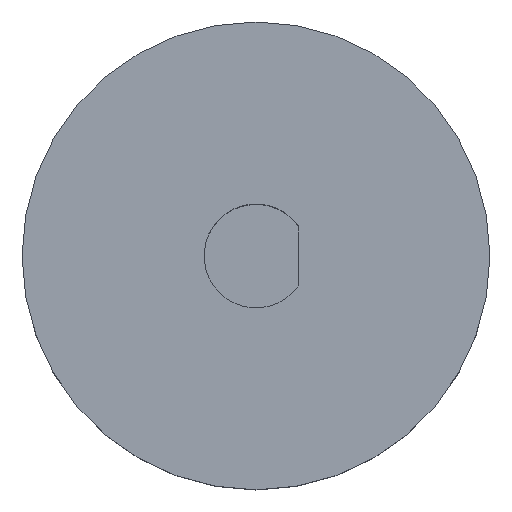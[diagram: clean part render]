
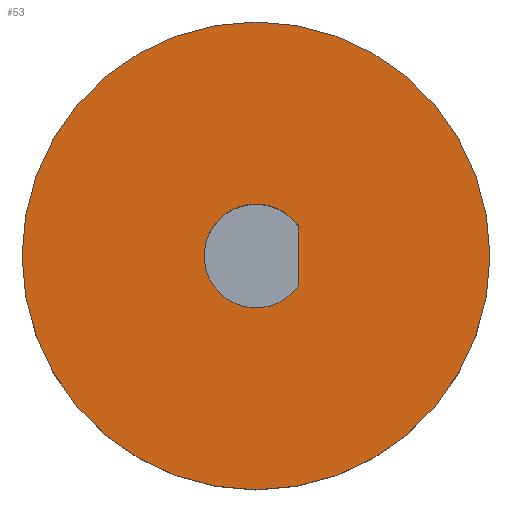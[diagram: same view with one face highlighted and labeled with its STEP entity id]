
A CAD part, top view. The second image highlights one B-rep face of the part: STEP entity #53.
In plain terms, the highlighted planar face has unit normal (0, 0, 1).
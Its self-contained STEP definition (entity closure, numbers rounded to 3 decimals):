
#53=ADVANCED_FACE('',(#69,#71),#73,.F.);
#69=FACE_BOUND('',#70,.T.);
#70=EDGE_LOOP('',(#445));
#71=FACE_BOUND('',#72,.T.);
#72=EDGE_LOOP('',(#446,#447));
#73=PLANE('',#74);
#74=AXIS2_PLACEMENT_3D('',#75,#76,#77);
#75=CARTESIAN_POINT('',(-4.,-4.,33.5));
#76=DIRECTION('',(0.,0.,-1.));
#77=DIRECTION('',(0.,1.,0.));
#445=ORIENTED_EDGE('',*,*,#505,.T.);
#446=ORIENTED_EDGE('',*,*,#506,.T.);
#447=ORIENTED_EDGE('',*,*,#507,.T.);
#505=EDGE_CURVE('',#535,#535,#536,.T.);
#506=EDGE_CURVE('',#537,#538,#539,.T.);
#507=EDGE_CURVE('',#538,#537,#540,.F.);
#535=VERTEX_POINT('',#585);
#536=CIRCLE('',#586,13.5);
#537=VERTEX_POINT('',#590);
#538=VERTEX_POINT('',#591);
#539=LINE('',#592,#593);
#540=CIRCLE('',#595,3.);
#585=CARTESIAN_POINT('',(-13.5,0.,33.5));
#586=AXIS2_PLACEMENT_3D('',#587,#588,#589);
#587=CARTESIAN_POINT('',(0.,0.,33.5));
#588=DIRECTION('',(0.,0.,1.));
#589=DIRECTION('',(-1.,0.,0.));
#590=CARTESIAN_POINT('',(2.45,1.731,33.5));
#591=CARTESIAN_POINT('',(2.45,-1.731,33.5));
#592=CARTESIAN_POINT('',(2.45,1.731,33.5));
#593=VECTOR('',#594,1.);
#594=DIRECTION('',(0.,-1.,0.));
#595=AXIS2_PLACEMENT_3D('',#596,#597,#598);
#596=CARTESIAN_POINT('',(0.,0.,33.5));
#597=DIRECTION('',(0.,0.,1.));
#598=DIRECTION('',(0.817,0.577,0.));
